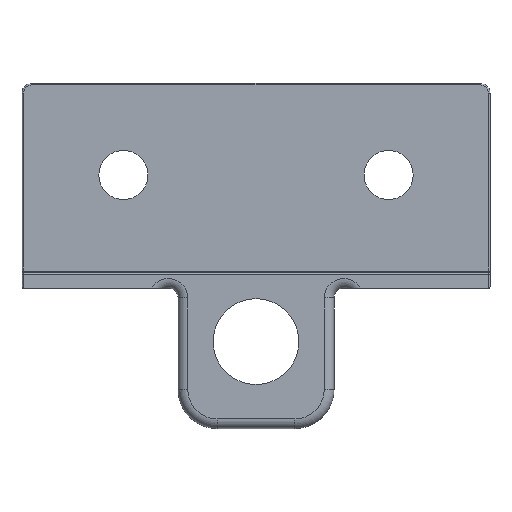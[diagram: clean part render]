
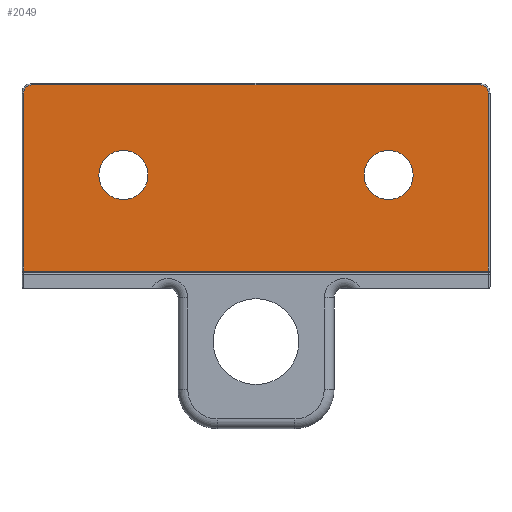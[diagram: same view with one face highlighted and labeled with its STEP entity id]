
A CAD part, front view. The second image highlights one B-rep face of the part: STEP entity #2049.
In plain terms, the highlighted planar face has unit normal (0, -1, 0).
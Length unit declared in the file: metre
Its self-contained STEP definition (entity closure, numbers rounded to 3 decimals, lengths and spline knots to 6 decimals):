
#177=FACE_BOUND('',#340,.T.);
#178=FACE_BOUND('',#341,.T.);
#192=FACE_OUTER_BOUND('',#339,.T.);
#339=EDGE_LOOP('',(#1452,#1453,#1454,#1455,#1456,#1457));
#340=EDGE_LOOP('',(#1458));
#341=EDGE_LOOP('',(#1459));
#534=LINE('',#3434,#666);
#535=LINE('',#3436,#667);
#536=LINE('',#3438,#668);
#537=LINE('',#3442,#669);
#666=VECTOR('',#2570,1.);
#667=VECTOR('',#2571,1.);
#668=VECTOR('',#2572,1.);
#669=VECTOR('',#2575,1.);
#759=CIRCLE('',#2219,0.001334);
#760=CIRCLE('',#2220,0.001334);
#761=CIRCLE('',#2221,0.004);
#762=CIRCLE('',#2222,0.004);
#959=VERTEX_POINT('',#3432);
#960=VERTEX_POINT('',#3433);
#961=VERTEX_POINT('',#3435);
#962=VERTEX_POINT('',#3437);
#963=VERTEX_POINT('',#3439);
#964=VERTEX_POINT('',#3441);
#965=VERTEX_POINT('',#3444);
#966=VERTEX_POINT('',#3446);
#1136=EDGE_CURVE('',#959,#960,#534,.T.);
#1137=EDGE_CURVE('',#960,#961,#535,.F.);
#1138=EDGE_CURVE('',#961,#962,#536,.F.);
#1139=EDGE_CURVE('',#962,#963,#759,.F.);
#1140=EDGE_CURVE('',#963,#964,#537,.T.);
#1141=EDGE_CURVE('',#964,#959,#760,.F.);
#1142=EDGE_CURVE('',#965,#965,#761,.F.);
#1143=EDGE_CURVE('',#966,#966,#762,.F.);
#1452=ORIENTED_EDGE('',*,*,#1136,.T.);
#1453=ORIENTED_EDGE('',*,*,#1137,.T.);
#1454=ORIENTED_EDGE('',*,*,#1138,.T.);
#1455=ORIENTED_EDGE('',*,*,#1139,.T.);
#1456=ORIENTED_EDGE('',*,*,#1140,.T.);
#1457=ORIENTED_EDGE('',*,*,#1141,.T.);
#1458=ORIENTED_EDGE('',*,*,#1142,.F.);
#1459=ORIENTED_EDGE('',*,*,#1143,.F.);
#2022=PLANE('',#2218);
#2049=ADVANCED_FACE('',(#192,#177,#178),#2022,.F.);
#2218=AXIS2_PLACEMENT_3D('',#3431,#2568,#2569);
#2219=AXIS2_PLACEMENT_3D('',#3440,#2573,#2574);
#2220=AXIS2_PLACEMENT_3D('',#3443,#2576,#2577);
#2221=AXIS2_PLACEMENT_3D('',#3445,#2578,#2579);
#2222=AXIS2_PLACEMENT_3D('',#3447,#2580,#2581);
#2568=DIRECTION('center_axis',(0.,1.,0.));
#2569=DIRECTION('ref_axis',(0.,0.,1.));
#2570=DIRECTION('',(0.,0.,-1.));
#2571=DIRECTION('',(-1.,0.,0.));
#2572=DIRECTION('',(0.,0.,-1.));
#2573=DIRECTION('center_axis',(0.,1.,0.));
#2574=DIRECTION('ref_axis',(0.,0.,1.));
#2575=DIRECTION('',(-1.,0.,0.));
#2576=DIRECTION('center_axis',(0.,1.,0.));
#2577=DIRECTION('ref_axis',(0.,0.,1.));
#2578=DIRECTION('center_axis',(0.,1.,0.));
#2579=DIRECTION('ref_axis',(0.,0.,1.));
#2580=DIRECTION('center_axis',(0.,1.,0.));
#2581=DIRECTION('ref_axis',(0.,0.,1.));
#3431=CARTESIAN_POINT('Origin',(0.0381,0.035944,0.08972));
#3432=CARTESIAN_POINT('',(-0.037846,0.035944,0.103531));
#3433=CARTESIAN_POINT('',(-0.037846,0.035944,0.074575));
#3434=CARTESIAN_POINT('',(-0.037846,0.035944,0.08972));
#3435=CARTESIAN_POINT('',(0.037846,0.035944,0.074575));
#3436=CARTESIAN_POINT('',(0.0381,0.035944,0.074575));
#3437=CARTESIAN_POINT('',(0.037846,0.035944,0.103531));
#3438=CARTESIAN_POINT('',(0.037846,0.035944,0.103531));
#3439=CARTESIAN_POINT('',(0.036513,0.035944,0.104864));
#3440=CARTESIAN_POINT('Origin',(0.036513,0.035944,0.103531));
#3441=CARTESIAN_POINT('',(-0.036513,0.035944,0.104864));
#3442=CARTESIAN_POINT('',(0.0381,0.035944,0.104864));
#3443=CARTESIAN_POINT('Origin',(-0.036513,0.035944,0.103531));
#3444=CARTESIAN_POINT('',(0.02159,0.035944,0.094196));
#3445=CARTESIAN_POINT('Origin',(0.02159,0.035944,0.090196));
#3446=CARTESIAN_POINT('',(-0.02159,0.035944,0.094196));
#3447=CARTESIAN_POINT('Origin',(-0.02159,0.035944,0.090196));
